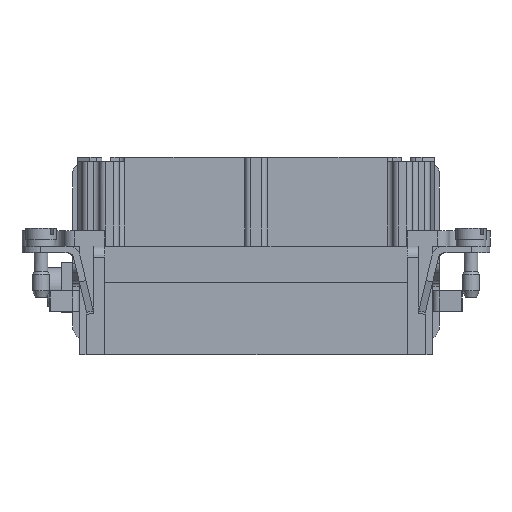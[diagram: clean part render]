
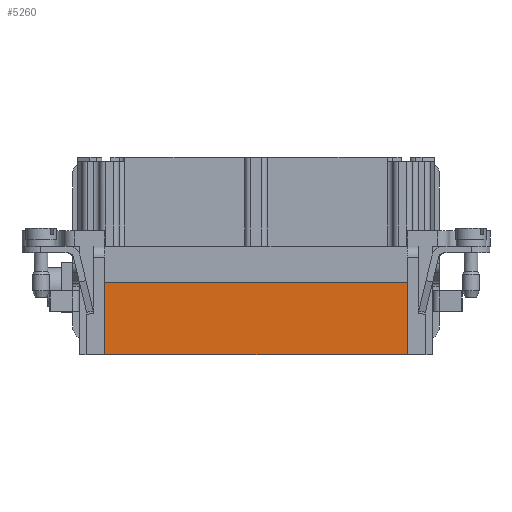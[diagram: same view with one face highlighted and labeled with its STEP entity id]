
A CAD part, front view. The second image highlights one B-rep face of the part: STEP entity #5260.
In plain terms, the highlighted planar face has unit normal (0, -1, 0).
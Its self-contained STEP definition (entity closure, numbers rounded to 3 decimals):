
#4278=FACE_OUTER_BOUND('',#8279,.T.);
#5260=ADVANCED_FACE('',(#4278),#6156,.T.);
#6156=PLANE('',#24463);
#8279=EDGE_LOOP('',(#13029,#13030,#13031,#13032));
#13029=ORIENTED_EDGE('',*,*,#16171,.T.);
#13030=ORIENTED_EDGE('',*,*,#16542,.T.);
#13031=ORIENTED_EDGE('',*,*,#16401,.F.);
#13032=ORIENTED_EDGE('',*,*,#16534,.F.);
#14276=VERTEX_POINT('',#30669);
#14277=VERTEX_POINT('',#30671);
#14502=VERTEX_POINT('',#31482);
#14503=VERTEX_POINT('',#31484);
#16171=EDGE_CURVE('',#14277,#14276,#18839,.T.);
#16401=EDGE_CURVE('',#14502,#14503,#18971,.T.);
#16534=EDGE_CURVE('',#14277,#14502,#19071,.T.);
#16542=EDGE_CURVE('',#14276,#14503,#19078,.T.);
#18839=LINE('',#30670,#20663);
#18971=LINE('',#31483,#20795);
#19071=LINE('',#31756,#20895);
#19078=LINE('',#31769,#20902);
#20663=VECTOR('',#25141,1.);
#20795=VECTOR('',#25359,1.);
#20895=VECTOR('',#25577,1.);
#20902=VECTOR('',#25594,1.);
#24463=AXIS2_PLACEMENT_3D('',#36436,#28927,#28928);
#25141=DIRECTION('',(1.,0.,0.));
#25359=DIRECTION('',(1.,0.,0.));
#25577=DIRECTION('',(0.,0.,1.));
#25594=DIRECTION('',(0.,0.,1.));
#28927=DIRECTION('',(0.,-1.,0.));
#28928=DIRECTION('',(1.,0.,0.));
#30669=CARTESIAN_POINT('',(27.275,-17.,-18.35));
#30670=CARTESIAN_POINT('',(-31.65,-17.,-18.35));
#30671=CARTESIAN_POINT('',(-27.275,-17.,-18.35));
#31482=CARTESIAN_POINT('',(-27.275,-17.,-5.35));
#31483=CARTESIAN_POINT('',(-31.65,-17.,-5.35));
#31484=CARTESIAN_POINT('',(27.275,-17.,-5.35));
#31756=CARTESIAN_POINT('',(-27.275,-17.,-18.35));
#31769=CARTESIAN_POINT('',(27.275,-17.,-18.05));
#36436=CARTESIAN_POINT('',(-31.65,-17.,-18.35));
